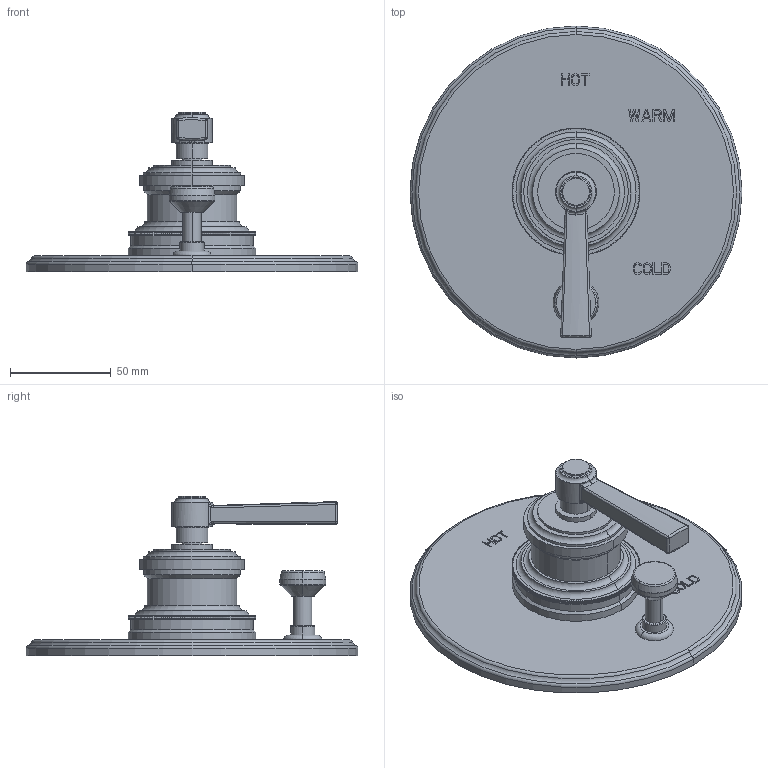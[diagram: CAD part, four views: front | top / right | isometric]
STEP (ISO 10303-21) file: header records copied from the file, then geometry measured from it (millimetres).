
FILE_DESCRIPTION((''),'2;1');
FILE_NAME('5-1622BP','2021-06-08T10:07:26',('jinson.thomas'),(''),'CREO PARAMETRIC BY PTC INC, 2018400','CREO PARAMETRIC BY PTC INC, 2018400','');
FILE_SCHEMA(('CONFIG_CONTROL_DESIGN'));
Length unit declared in the file: inch
Products named in the file (1): 5-1622BP
Bounding box: 165.1 x 165.1 x 79.53 mm (x, y, z)
Volume: 282164.3 mm3; surface area: 60565.4 mm2
Topology: 1 solids, 1 shells, 920 faces, 2593 edges, 1709 vertices
Faces by surface type: plane 642, cylinder 216, torus 28, bspline 22, cone 8, sphere 4
Entity records: 30271 total; most frequent: CARTESIAN_POINT 6122, ORIENTED_EDGE 5186, DIRECTION 4849, EDGE_CURVE 2593, VECTOR 2037, LINE 2037, VERTEX_POINT 1709, AXIS2_PLACEMENT_3D 1406
